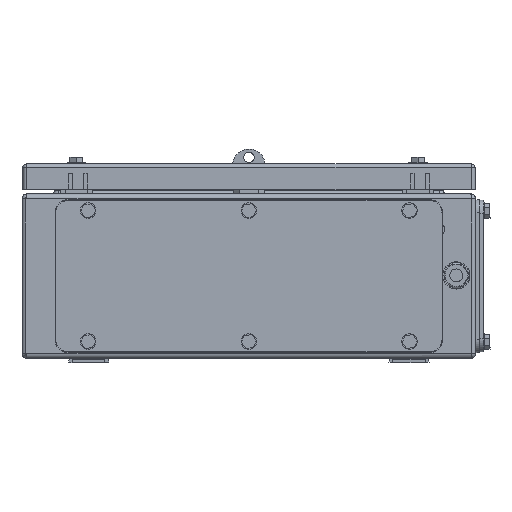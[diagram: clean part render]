
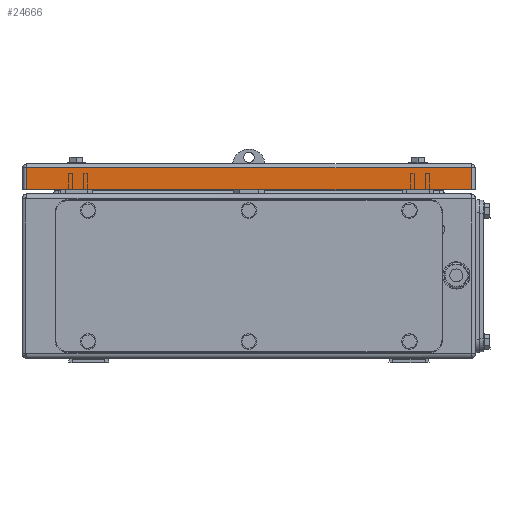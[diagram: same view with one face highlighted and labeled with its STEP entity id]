
A CAD part, left-side view. The second image highlights one B-rep face of the part: STEP entity #24666.
In plain terms, the highlighted planar face has unit normal (-1, 0, 0).
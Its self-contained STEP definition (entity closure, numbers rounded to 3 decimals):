
#24639=AXIS2_PLACEMENT_3D('Plane Axis2P3D',#24636,#24637,#24638) ;
#24269=CARTESIAN_POINT('Vertex',(41.,14.5,150.5)) ;
#24276=CARTESIAN_POINT('Vertex',(41.,357.5,150.5)) ;
#24279=CARTESIAN_POINT('Line Origine',(41.,186.,150.5)) ;
#24636=CARTESIAN_POINT('Axis2P3D Location',(41.,11.5,133.5)) ;
#24641=CARTESIAN_POINT('Line Origine',(41.,14.5,142.)) ;
#24645=CARTESIAN_POINT('Vertex',(41.,14.5,133.5)) ;
#24648=CARTESIAN_POINT('Line Origine',(41.,357.5,142.)) ;
#24652=CARTESIAN_POINT('Vertex',(41.,357.5,133.5)) ;
#24655=CARTESIAN_POINT('Line Origine',(41.,186.,133.5)) ;
#24280=DIRECTION('Vector Direction',(0.,1.,0.)) ;
#24637=DIRECTION('Axis2P3D Direction',(-1.,0.,0.)) ;
#24638=DIRECTION('Axis2P3D XDirection',(0.,-1.,0.)) ;
#24642=DIRECTION('Vector Direction',(0.,0.,1.)) ;
#24649=DIRECTION('Vector Direction',(0.,0.,-1.)) ;
#24656=DIRECTION('Vector Direction',(0.,-1.,0.)) ;
#24281=VECTOR('Line Direction',#24280,1.) ;
#24643=VECTOR('Line Direction',#24642,1.) ;
#24650=VECTOR('Line Direction',#24649,1.) ;
#24657=VECTOR('Line Direction',#24656,1.) ;
#24661=ORIENTED_EDGE('',*,*,#24647,.T.) ;
#24662=ORIENTED_EDGE('',*,*,#24283,.T.) ;
#24663=ORIENTED_EDGE('',*,*,#24654,.T.) ;
#24664=ORIENTED_EDGE('',*,*,#24659,.T.) ;
#24666=ADVANCED_FACE('40798_ASM_DE_KTB_MH_XXXxXXX_S3D-1/40798_DE_KTB_MH_XXXxXXX_S3D-1-solid1',(#24665),#24640,.T.) ;
#24283=EDGE_CURVE('',#24270,#24277,#24282,.T.) ;
#24647=EDGE_CURVE('',#24646,#24270,#24644,.T.) ;
#24654=EDGE_CURVE('',#24277,#24653,#24651,.T.) ;
#24659=EDGE_CURVE('',#24653,#24646,#24658,.T.) ;
#24660=EDGE_LOOP('',(#24661,#24662,#24663,#24664)) ;
#24665=FACE_OUTER_BOUND('',#24660,.T.) ;
#24282=LINE('Line',#24279,#24281) ;
#24644=LINE('Line',#24641,#24643) ;
#24651=LINE('Line',#24648,#24650) ;
#24658=LINE('Line',#24655,#24657) ;
#24640=PLANE('',#24639) ;
#24270=VERTEX_POINT('',#24269) ;
#24277=VERTEX_POINT('',#24276) ;
#24646=VERTEX_POINT('',#24645) ;
#24653=VERTEX_POINT('',#24652) ;
